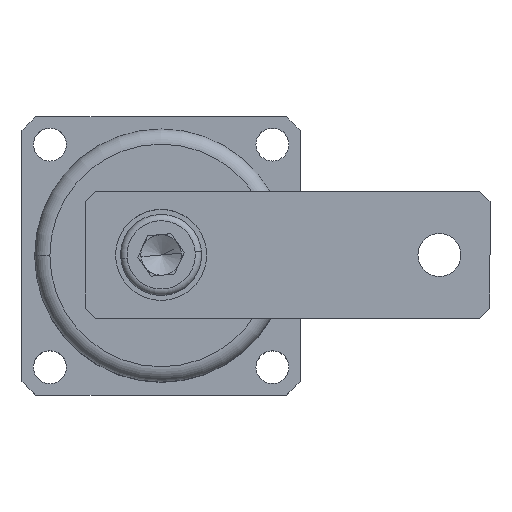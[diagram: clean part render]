
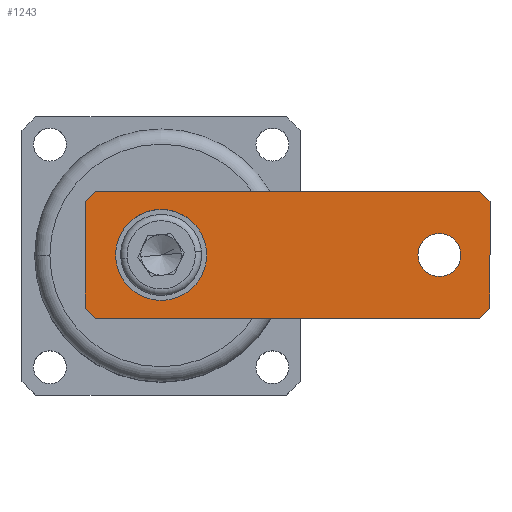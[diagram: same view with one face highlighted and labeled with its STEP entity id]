
A CAD part, top view. The second image highlights one B-rep face of the part: STEP entity #1243.
In plain terms, the highlighted face is planar.
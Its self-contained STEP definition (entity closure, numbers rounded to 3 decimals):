
#2 = VERTEX_POINT ( 'NONE', #667 ) ;
#184 = VERTEX_POINT ( 'NONE', #2481 ) ;
#186 = VERTEX_POINT ( 'NONE', #2484 ) ;
#243 = EDGE_CURVE ( 'NONE', #1593, #957, #2818, .T. ) ;
#247 = EDGE_CURVE ( 'NONE', #317, #962, #2824, .T. ) ;
#266 = EDGE_CURVE ( 'NONE', #184, #1479, #2856, .T. ) ;
#268 = EDGE_CURVE ( 'NONE', #186, #740, #2860, .T. ) ;
#271 = EDGE_CURVE ( 'NONE', #320, #2, #2866, .T. ) ;
#275 = EDGE_CURVE ( 'NONE', #779, #322, #2874, .T. ) ;
#277 = EDGE_CURVE ( 'NONE', #957, #1593, #2878, .T. ) ;
#278 = EDGE_CURVE ( 'NONE', #962, #317, #2880, .T. ) ;
#279 = EDGE_CURVE ( 'NONE', #1479, #186, #2881, .T. ) ;
#280 = EDGE_CURVE ( 'NONE', #740, #320, #2882, .T. ) ;
#281 = EDGE_CURVE ( 'NONE', #2, #779, #2884, .T. ) ;
#282 = EDGE_CURVE ( 'NONE', #322, #184, #2886, .T. ) ;
#317 = VERTEX_POINT ( 'NONE', #3396 ) ;
#320 = VERTEX_POINT ( 'NONE', #3387 ) ;
#322 = VERTEX_POINT ( 'NONE', #3388 ) ;
#667 = CARTESIAN_POINT ( 'NONE',  ( -40., 12.5, 10.5 ) ) ;
#740 = VERTEX_POINT ( 'NONE', #3753 ) ;
#779 = VERTEX_POINT ( 'NONE', #3756 ) ;
#957 = VERTEX_POINT ( 'NONE', #3761 ) ;
#962 = VERTEX_POINT ( 'NONE', #3764 ) ;
#979 = AXIS2_PLACEMENT_3D ( 'NONE', #2650, #2651, #2652 ) ;
#986 = AXIS2_PLACEMENT_3D ( 'NONE', #2717, #2718, #2719 ) ;
#987 = AXIS2_PLACEMENT_3D ( 'NONE', #3302, #3303, #3304 ) ;
#1093 = AXIS2_PLACEMENT_3D ( 'NONE', #4685, #4679, #4689 ) ;
#1243 = ADVANCED_FACE ( 'NONE', ( #3173, #3176, #3174 ), #4687, .T. ) ;
#1479 = VERTEX_POINT ( 'NONE', #4917 ) ;
#1593 = VERTEX_POINT ( 'NONE', #4918 ) ;
#1738 = EDGE_LOOP ( 'NONE', ( #1949, #1950, #1951, #1952, #1953, #1954, #1955, #1956 ) ) ;
#1757 = EDGE_LOOP ( 'NONE', ( #1947, #1948 ) ) ;
#1760 = EDGE_LOOP ( 'NONE', ( #1945, #1946 ) ) ;
#1945 = ORIENTED_EDGE ( 'NONE', *, *, #277, .F. ) ;
#1946 = ORIENTED_EDGE ( 'NONE', *, *, #243, .F. ) ;
#1947 = ORIENTED_EDGE ( 'NONE', *, *, #278, .F. ) ;
#1948 = ORIENTED_EDGE ( 'NONE', *, *, #247, .F. ) ;
#1949 = ORIENTED_EDGE ( 'NONE', *, *, #266, .T. ) ;
#1950 = ORIENTED_EDGE ( 'NONE', *, *, #279, .T. ) ;
#1951 = ORIENTED_EDGE ( 'NONE', *, *, #268, .T. ) ;
#1952 = ORIENTED_EDGE ( 'NONE', *, *, #280, .T. ) ;
#1953 = ORIENTED_EDGE ( 'NONE', *, *, #271, .T. ) ;
#1954 = ORIENTED_EDGE ( 'NONE', *, *, #281, .T. ) ;
#1955 = ORIENTED_EDGE ( 'NONE', *, *, #275, .T. ) ;
#1956 = ORIENTED_EDGE ( 'NONE', *, *, #282, .T. ) ;
#2481 = CARTESIAN_POINT ( 'NONE',  ( 40., 12.5, 10.5 ) ) ;
#2484 = CARTESIAN_POINT ( 'NONE',  ( 38., 12.5, -12.5 ) ) ;
#2640 = CARTESIAN_POINT ( 'NONE',  ( -30., 12.5, 0. ) ) ;
#2641 = DIRECTION ( 'NONE',  ( 0., 1., 0. ) ) ;
#2642 = DIRECTION ( 'NONE',  ( 0., 0., 1. ) ) ;
#2650 = CARTESIAN_POINT ( 'NONE',  ( 25., 12.5, 0. ) ) ;
#2651 = DIRECTION ( 'NONE',  ( 0., 1., 0. ) ) ;
#2652 = DIRECTION ( 'NONE',  ( 0., 0., 1. ) ) ;
#2694 = CARTESIAN_POINT ( 'NONE',  ( 40., 12.5, -12.5 ) ) ;
#2695 = DIRECTION ( 'NONE',  ( 0., 0., -1. ) ) ;
#2697 = CARTESIAN_POINT ( 'NONE',  ( -40., 12.5, -12.5 ) ) ;
#2698 = DIRECTION ( 'NONE',  ( -1., 0., 0. ) ) ;
#2703 = CARTESIAN_POINT ( 'NONE',  ( -40., 12.5, -12.5 ) ) ;
#2704 = DIRECTION ( 'NONE',  ( 0., 0., 1. ) ) ;
#2711 = CARTESIAN_POINT ( 'NONE',  ( -40., 12.5, 12.5 ) ) ;
#2712 = DIRECTION ( 'NONE',  ( 1., 0., 0. ) ) ;
#2715 = CARTESIAN_POINT ( 'NONE',  ( 25.25, 12.5, -25.25 ) ) ;
#2716 = DIRECTION ( 'NONE',  ( -0.707, 0., -0.707 ) ) ;
#2717 = CARTESIAN_POINT ( 'NONE',  ( -30., 12.5, 0. ) ) ;
#2718 = DIRECTION ( 'NONE',  ( 0., 1., 0. ) ) ;
#2719 = DIRECTION ( 'NONE',  ( 0., 0., 1. ) ) ;
#2818 = CIRCLE ( 'NONE', #4605, 4.25 ) ;
#2824 = CIRCLE ( 'NONE', #979, 9. ) ;
#2856 = LINE ( 'NONE', #2694, #2859 ) ;
#2859 = VECTOR ( 'NONE', #2695, 1000. ) ;
#2860 = LINE ( 'NONE', #2697, #2863 ) ;
#2863 = VECTOR ( 'NONE', #2698, 1000. ) ;
#2866 = LINE ( 'NONE', #2703, #2869 ) ;
#2869 = VECTOR ( 'NONE', #2704, 1000. ) ;
#2874 = LINE ( 'NONE', #2711, #2877 ) ;
#2877 = VECTOR ( 'NONE', #2712, 1000. ) ;
#2878 = CIRCLE ( 'NONE', #986, 4.25 ) ;
#2880 = CIRCLE ( 'NONE', #987, 9. ) ;
#2881 = LINE ( 'NONE', #2715, #2883 ) ;
#2882 = LINE ( 'NONE', #3305, #2885 ) ;
#2883 = VECTOR ( 'NONE', #2716, 1000. ) ;
#2884 = LINE ( 'NONE', #3307, #2887 ) ;
#2885 = VECTOR ( 'NONE', #3306, 1000. ) ;
#2886 = LINE ( 'NONE', #3309, #2889 ) ;
#2887 = VECTOR ( 'NONE', #3308, 1000. ) ;
#2889 = VECTOR ( 'NONE', #3310, 1000. ) ;
#3173 = FACE_BOUND ( 'NONE', #1760, .T. ) ;
#3174 = FACE_OUTER_BOUND ( 'NONE', #1738, .T. ) ;
#3176 = FACE_BOUND ( 'NONE', #1757, .T. ) ;
#3302 = CARTESIAN_POINT ( 'NONE',  ( 25., 12.5, 0. ) ) ;
#3303 = DIRECTION ( 'NONE',  ( 0., 1., 0. ) ) ;
#3304 = DIRECTION ( 'NONE',  ( 0., 0., 1. ) ) ;
#3305 = CARTESIAN_POINT ( 'NONE',  ( -25.25, 12.5, -25.25 ) ) ;
#3306 = DIRECTION ( 'NONE',  ( -0.707, 0., 0.707 ) ) ;
#3307 = CARTESIAN_POINT ( 'NONE',  ( -25.25, 12.5, 25.25 ) ) ;
#3308 = DIRECTION ( 'NONE',  ( 0.707, 0., 0.707 ) ) ;
#3309 = CARTESIAN_POINT ( 'NONE',  ( 25.25, 12.5, 25.25 ) ) ;
#3310 = DIRECTION ( 'NONE',  ( 0.707, 0., -0.707 ) ) ;
#3387 = CARTESIAN_POINT ( 'NONE',  ( -40., 12.5, -10.5 ) ) ;
#3388 = CARTESIAN_POINT ( 'NONE',  ( 38., 12.5, 12.5 ) ) ;
#3396 = CARTESIAN_POINT ( 'NONE',  ( 25., 12.5, -9. ) ) ;
#3753 = CARTESIAN_POINT ( 'NONE',  ( -38., 12.5, -12.5 ) ) ;
#3756 = CARTESIAN_POINT ( 'NONE',  ( -38., 12.5, 12.5 ) ) ;
#3761 = CARTESIAN_POINT ( 'NONE',  ( -30., 12.5, 4.25 ) ) ;
#3764 = CARTESIAN_POINT ( 'NONE',  ( 25., 12.5, 9. ) ) ;
#4605 = AXIS2_PLACEMENT_3D ( 'NONE', #2640, #2641, #2642 ) ;
#4679 = DIRECTION ( 'NONE',  ( 0., 1., 0. ) ) ;
#4685 = CARTESIAN_POINT ( 'NONE',  ( 0., 12.5, 0. ) ) ;
#4687 = PLANE ( 'NONE',  #1093 ) ;
#4689 = DIRECTION ( 'NONE',  ( 0., 0., 1. ) ) ;
#4917 = CARTESIAN_POINT ( 'NONE',  ( 40., 12.5, -10.5 ) ) ;
#4918 = CARTESIAN_POINT ( 'NONE',  ( -30., 12.5, -4.25 ) ) ;
